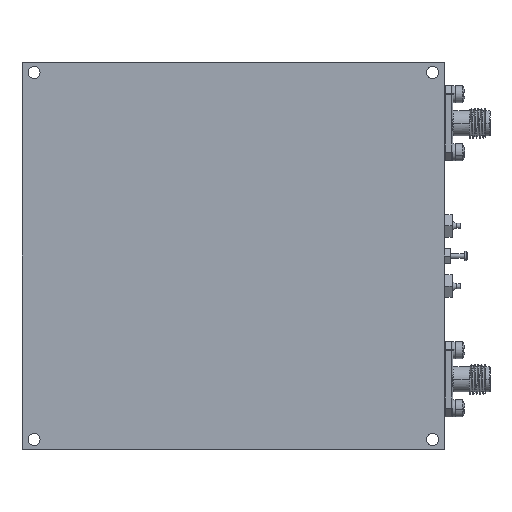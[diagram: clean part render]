
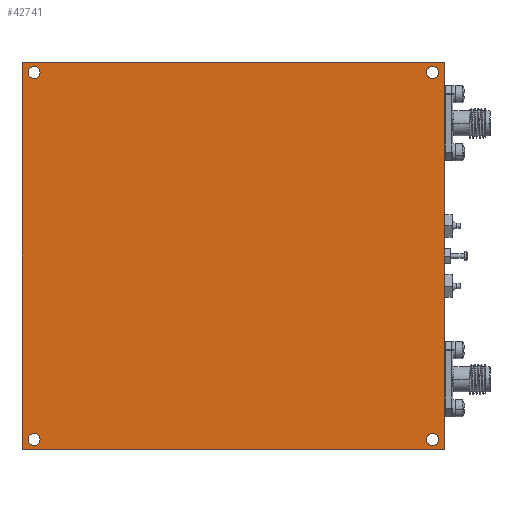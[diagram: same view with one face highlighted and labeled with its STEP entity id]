
A CAD part, front view. The second image highlights one B-rep face of the part: STEP entity #42741.
In plain terms, the highlighted planar face has unit normal (0, -1, 0).
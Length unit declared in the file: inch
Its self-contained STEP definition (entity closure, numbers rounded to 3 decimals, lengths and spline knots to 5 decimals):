
#101 = CARTESIAN_POINT ( 'NONE',  ( 1.65, 0., -1.52 ) ) ;
#341 = AXIS2_PLACEMENT_3D ( 'NONE', #14460, #11441, #1903 ) ;
#609 = EDGE_LOOP ( 'NONE', ( #42506, #48998, #49965, #18305 ) ) ;
#935 = FACE_BOUND ( 'NONE', #34792, .T. ) ;
#954 = DIRECTION ( 'NONE',  ( 0., 1., 0. ) ) ;
#998 = ORIENTED_EDGE ( 'NONE', *, *, #27164, .T. ) ;
#1090 = LINE ( 'NONE', #41579, #3786 ) ;
#1165 = EDGE_CURVE ( 'NONE', #17982, #38349, #1090, .T. ) ;
#1694 = LINE ( 'NONE', #29552, #29322 ) ;
#1784 = VECTOR ( 'NONE', #24274, 39.37008 ) ;
#1867 = ORIENTED_EDGE ( 'NONE', *, *, #2611, .T. ) ;
#1903 = DIRECTION ( 'NONE',  ( 0., 0., 1. ) ) ;
#2289 = CARTESIAN_POINT ( 'NONE',  ( 1.65, 0., -1.52 ) ) ;
#2388 = AXIS2_PLACEMENT_3D ( 'NONE', #13034, #25647, #21103 ) ;
#2611 = EDGE_CURVE ( 'NONE', #5408, #38972, #34555, .T. ) ;
#3070 = EDGE_LOOP ( 'NONE', ( #14275, #35327 ) ) ;
#3205 = CARTESIAN_POINT ( 'NONE',  ( -1.75, 0., -1.6 ) ) ;
#3597 = VERTEX_POINT ( 'NONE', #13569 ) ;
#3786 = VECTOR ( 'NONE', #25203, 39.37008 ) ;
#4434 = CARTESIAN_POINT ( 'NONE',  ( -1.75, 0., -1.6 ) ) ;
#4633 = DIRECTION ( 'NONE',  ( 0., 1., 0. ) ) ;
#5260 = CARTESIAN_POINT ( 'NONE',  ( 1.75, 0., 1.6 ) ) ;
#5287 = CARTESIAN_POINT ( 'NONE',  ( -1.65, 0., -1.56975 ) ) ;
#5408 = VERTEX_POINT ( 'NONE', #48092 ) ;
#5756 = CARTESIAN_POINT ( 'NONE',  ( 1.65, 0., -1.47025 ) ) ;
#6140 = AXIS2_PLACEMENT_3D ( 'NONE', #101, #45154, #21229 ) ;
#6630 = AXIS2_PLACEMENT_3D ( 'NONE', #37035, #21169, #36763 ) ;
#6829 = DIRECTION ( 'NONE',  ( 0., 1., 0. ) ) ;
#7700 = AXIS2_PLACEMENT_3D ( 'NONE', #41408, #4633, #20757 ) ;
#7925 = CARTESIAN_POINT ( 'NONE',  ( -1.75, 0., -1.6 ) ) ;
#8003 = AXIS2_PLACEMENT_3D ( 'NONE', #43527, #39759, #52114 ) ;
#8469 = LINE ( 'NONE', #4434, #22339 ) ;
#8610 = CARTESIAN_POINT ( 'NONE',  ( 1.65, 0., -1.56975 ) ) ;
#8953 = FACE_BOUND ( 'NONE', #35755, .T. ) ;
#10328 = VERTEX_POINT ( 'NONE', #21384 ) ;
#11441 = DIRECTION ( 'NONE',  ( 0., 1., 0. ) ) ;
#13034 = CARTESIAN_POINT ( 'NONE',  ( 1.65, 0., 1.52 ) ) ;
#13458 = VERTEX_POINT ( 'NONE', #3205 ) ;
#13569 = CARTESIAN_POINT ( 'NONE',  ( -1.75, 0., 1.6 ) ) ;
#13634 = CIRCLE ( 'NONE', #7700, 0.04975 ) ;
#14275 = ORIENTED_EDGE ( 'NONE', *, *, #41149, .T. ) ;
#14372 = AXIS2_PLACEMENT_3D ( 'NONE', #2289, #6829, #27483 ) ;
#14460 = CARTESIAN_POINT ( 'NONE',  ( -1.65, 0., -1.52 ) ) ;
#15027 = AXIS2_PLACEMENT_3D ( 'NONE', #50856, #954, #33624 ) ;
#17288 = VERTEX_POINT ( 'NONE', #8610 ) ;
#17982 = VERTEX_POINT ( 'NONE', #5260 ) ;
#18305 = ORIENTED_EDGE ( 'NONE', *, *, #36840, .F. ) ;
#20757 = DIRECTION ( 'NONE',  ( 0., 0., 1. ) ) ;
#20825 = DIRECTION ( 'NONE',  ( 0., 0., 1. ) ) ;
#21103 = DIRECTION ( 'NONE',  ( 0., 0., 1. ) ) ;
#21169 = DIRECTION ( 'NONE',  ( 0., 1., 0. ) ) ;
#21229 = DIRECTION ( 'NONE',  ( 0., 0., 1. ) ) ;
#21384 = CARTESIAN_POINT ( 'NONE',  ( 1.65, 0., 1.56975 ) ) ;
#21725 = CIRCLE ( 'NONE', #8003, 0.04975 ) ;
#21949 = EDGE_CURVE ( 'NONE', #17288, #43519, #48717, .T. ) ;
#22339 = VECTOR ( 'NONE', #20825, 39.37008 ) ;
#22801 = EDGE_CURVE ( 'NONE', #38349, #13458, #36910, .T. ) ;
#24274 = DIRECTION ( 'NONE',  ( -1., 0., 0. ) ) ;
#24629 = ORIENTED_EDGE ( 'NONE', *, *, #52395, .T. ) ;
#24962 = VERTEX_POINT ( 'NONE', #48962 ) ;
#25203 = DIRECTION ( 'NONE',  ( 0., 0., -1. ) ) ;
#25309 = FACE_BOUND ( 'NONE', #51826, .T. ) ;
#25647 = DIRECTION ( 'NONE',  ( 0., 1., 0. ) ) ;
#27164 = EDGE_CURVE ( 'NONE', #10328, #24962, #13634, .T. ) ;
#27483 = DIRECTION ( 'NONE',  ( 0., 0., 1. ) ) ;
#28305 = EDGE_CURVE ( 'NONE', #43519, #17288, #48172, .T. ) ;
#29322 = VECTOR ( 'NONE', #38695, 39.37008 ) ;
#29330 = FACE_OUTER_BOUND ( 'NONE', #609, .T. ) ;
#29552 = CARTESIAN_POINT ( 'NONE',  ( -1.75, 0., 1.6 ) ) ;
#29728 = CIRCLE ( 'NONE', #6630, 0.04975 ) ;
#33624 = DIRECTION ( 'NONE',  ( 0., 0., 1. ) ) ;
#34555 = CIRCLE ( 'NONE', #341, 0.04975 ) ;
#34660 = EDGE_CURVE ( 'NONE', #13458, #3597, #8469, .T. ) ;
#34792 = EDGE_LOOP ( 'NONE', ( #43167, #43571 ) ) ;
#35327 = ORIENTED_EDGE ( 'NONE', *, *, #52980, .T. ) ;
#35755 = EDGE_LOOP ( 'NONE', ( #998, #24629 ) ) ;
#36763 = DIRECTION ( 'NONE',  ( 0., 0., 1. ) ) ;
#36840 = EDGE_CURVE ( 'NONE', #3597, #17982, #1694, .T. ) ;
#36910 = LINE ( 'NONE', #7925, #1784 ) ;
#37035 = CARTESIAN_POINT ( 'NONE',  ( -1.65, 0., 1.52 ) ) ;
#37735 = EDGE_CURVE ( 'NONE', #38972, #5408, #21725, .T. ) ;
#38154 = CIRCLE ( 'NONE', #15027, 0.04975 ) ;
#38212 = DIRECTION ( 'NONE',  ( 0., 0., 1. ) ) ;
#38282 = CARTESIAN_POINT ( 'NONE',  ( -1.65, 0., 1.56975 ) ) ;
#38349 = VERTEX_POINT ( 'NONE', #52771 ) ;
#38684 = CARTESIAN_POINT ( 'NONE',  ( -1.65, 0., 1.47025 ) ) ;
#38695 = DIRECTION ( 'NONE',  ( 1., 0., 0. ) ) ;
#38972 = VERTEX_POINT ( 'NONE', #5287 ) ;
#39759 = DIRECTION ( 'NONE',  ( 0., 1., 0. ) ) ;
#40761 = VERTEX_POINT ( 'NONE', #38684 ) ;
#41149 = EDGE_CURVE ( 'NONE', #49445, #40761, #38154, .T. ) ;
#41408 = CARTESIAN_POINT ( 'NONE',  ( 1.65, 0., 1.52 ) ) ;
#41579 = CARTESIAN_POINT ( 'NONE',  ( 1.75, 0., -1.6 ) ) ;
#41699 = PLANE ( 'NONE',  #49564 ) ;
#42506 = ORIENTED_EDGE ( 'NONE', *, *, #34660, .F. ) ;
#42519 = DIRECTION ( 'NONE',  ( 0., 1., 0. ) ) ;
#42741 = ADVANCED_FACE ( 'NONE', ( #29330, #45746, #8953, #935, #25309 ), #41699, .F. ) ;
#43167 = ORIENTED_EDGE ( 'NONE', *, *, #28305, .T. ) ;
#43519 = VERTEX_POINT ( 'NONE', #5756 ) ;
#43527 = CARTESIAN_POINT ( 'NONE',  ( -1.65, 0., -1.52 ) ) ;
#43571 = ORIENTED_EDGE ( 'NONE', *, *, #21949, .T. ) ;
#44534 = ORIENTED_EDGE ( 'NONE', *, *, #37735, .T. ) ;
#45154 = DIRECTION ( 'NONE',  ( 0., 1., 0. ) ) ;
#45746 = FACE_BOUND ( 'NONE', #3070, .T. ) ;
#48092 = CARTESIAN_POINT ( 'NONE',  ( -1.65, 0., -1.47025 ) ) ;
#48172 = CIRCLE ( 'NONE', #6140, 0.04975 ) ;
#48693 = CIRCLE ( 'NONE', #2388, 0.04975 ) ;
#48717 = CIRCLE ( 'NONE', #14372, 0.04975 ) ;
#48962 = CARTESIAN_POINT ( 'NONE',  ( 1.65, 0., 1.47025 ) ) ;
#48998 = ORIENTED_EDGE ( 'NONE', *, *, #22801, .F. ) ;
#49445 = VERTEX_POINT ( 'NONE', #38282 ) ;
#49564 = AXIS2_PLACEMENT_3D ( 'NONE', #50836, #42519, #38212 ) ;
#49965 = ORIENTED_EDGE ( 'NONE', *, *, #1165, .F. ) ;
#50836 = CARTESIAN_POINT ( 'NONE',  ( 0., 0., 0. ) ) ;
#50856 = CARTESIAN_POINT ( 'NONE',  ( -1.65, 0., 1.52 ) ) ;
#51826 = EDGE_LOOP ( 'NONE', ( #1867, #44534 ) ) ;
#52114 = DIRECTION ( 'NONE',  ( 0., 0., 1. ) ) ;
#52395 = EDGE_CURVE ( 'NONE', #24962, #10328, #48693, .T. ) ;
#52771 = CARTESIAN_POINT ( 'NONE',  ( 1.75, 0., -1.6 ) ) ;
#52980 = EDGE_CURVE ( 'NONE', #40761, #49445, #29728, .T. ) ;
